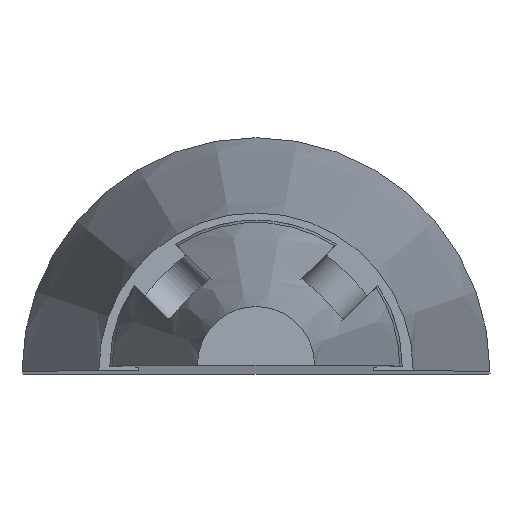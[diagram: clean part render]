
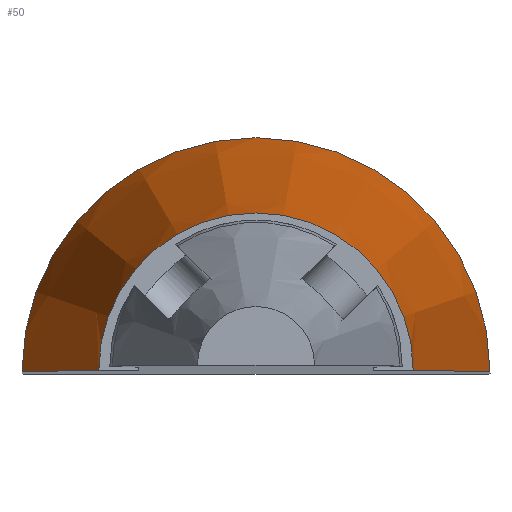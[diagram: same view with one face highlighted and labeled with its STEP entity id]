
A CAD part, top view. The second image highlights one B-rep face of the part: STEP entity #50.
In plain terms, the highlighted conical face has half-angle 5 degrees and reference radius 4 mm.
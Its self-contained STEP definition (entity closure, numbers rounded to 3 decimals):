
#10 = VERTEX_POINT ( 'NONE', #543 ) ;
#23 = DIRECTION ( 'NONE',  ( 0.087, 0., 0.996 ) ) ;
#50 = ADVANCED_FACE ( 'NONE', ( #548 ), #324, .T. ) ;
#86 = DIRECTION ( 'NONE',  ( 0., 0., 1. ) ) ;
#89 = CARTESIAN_POINT ( 'NONE',  ( 4., 0., 27. ) ) ;
#96 = AXIS2_PLACEMENT_3D ( 'NONE', #739, #86, #794 ) ;
#158 = ORIENTED_EDGE ( 'NONE', *, *, #201, .F. ) ;
#179 = EDGE_CURVE ( 'NONE', #391, #10, #468, .T. ) ;
#194 = CARTESIAN_POINT ( 'NONE',  ( 6.314, 0., 0.552 ) ) ;
#201 = EDGE_CURVE ( 'NONE', #391, #376, #268, .T. ) ;
#257 = CARTESIAN_POINT ( 'NONE',  ( -6.314, 0., 0.552 ) ) ;
#265 = ORIENTED_EDGE ( 'NONE', *, *, #756, .F. ) ;
#268 = LINE ( 'NONE', #194, #419 ) ;
#282 = DIRECTION ( 'NONE',  ( -1., 0., 0. ) ) ;
#306 = ORIENTED_EDGE ( 'NONE', *, *, #649, .T. ) ;
#310 = VERTEX_POINT ( 'NONE', #426 ) ;
#317 = VECTOR ( 'NONE', #23, 1000. ) ;
#324 = CONICAL_SURFACE ( 'NONE', #626, 4., 0.087 ) ;
#342 = EDGE_LOOP ( 'NONE', ( #265, #158, #826, #306 ) ) ;
#348 = CARTESIAN_POINT ( 'NONE',  ( 0., 0., 42. ) ) ;
#376 = VERTEX_POINT ( 'NONE', #407 ) ;
#391 = VERTEX_POINT ( 'NONE', #89 ) ;
#407 = CARTESIAN_POINT ( 'NONE',  ( 2.688, 0., 42. ) ) ;
#419 = VECTOR ( 'NONE', #462, 1000. ) ;
#426 = CARTESIAN_POINT ( 'NONE',  ( -2.688, 0., 42. ) ) ;
#446 = CIRCLE ( 'NONE', #506, 2.688 ) ;
#462 = DIRECTION ( 'NONE',  ( -0.087, 0., 0.996 ) ) ;
#466 = CARTESIAN_POINT ( 'NONE',  ( 0., 0., 27. ) ) ;
#468 = CIRCLE ( 'NONE', #96, 4. ) ;
#506 = AXIS2_PLACEMENT_3D ( 'NONE', #348, #623, #684 ) ;
#528 = DIRECTION ( 'NONE',  ( 0., 0., -1. ) ) ;
#543 = CARTESIAN_POINT ( 'NONE',  ( -4., 0., 27. ) ) ;
#548 = FACE_OUTER_BOUND ( 'NONE', #342, .T. ) ;
#623 = DIRECTION ( 'NONE',  ( 0., 0., 1. ) ) ;
#626 = AXIS2_PLACEMENT_3D ( 'NONE', #466, #528, #282 ) ;
#649 = EDGE_CURVE ( 'NONE', #10, #310, #768, .T. ) ;
#684 = DIRECTION ( 'NONE',  ( 1., 0., 0. ) ) ;
#739 = CARTESIAN_POINT ( 'NONE',  ( 0., 0., 27. ) ) ;
#756 = EDGE_CURVE ( 'NONE', #376, #310, #446, .T. ) ;
#768 = LINE ( 'NONE', #257, #317 ) ;
#794 = DIRECTION ( 'NONE',  ( 1., 0., 0. ) ) ;
#826 = ORIENTED_EDGE ( 'NONE', *, *, #179, .T. ) ;
